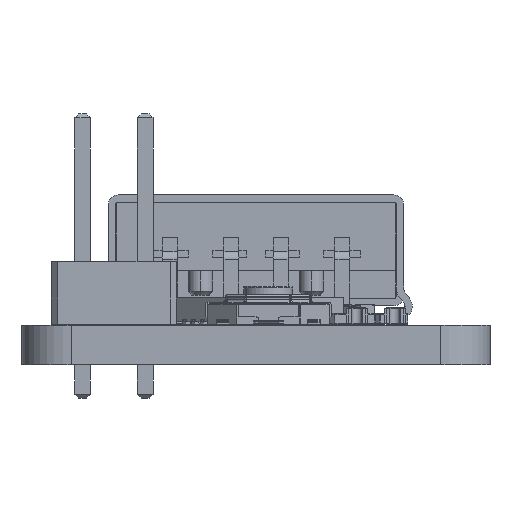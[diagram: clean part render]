
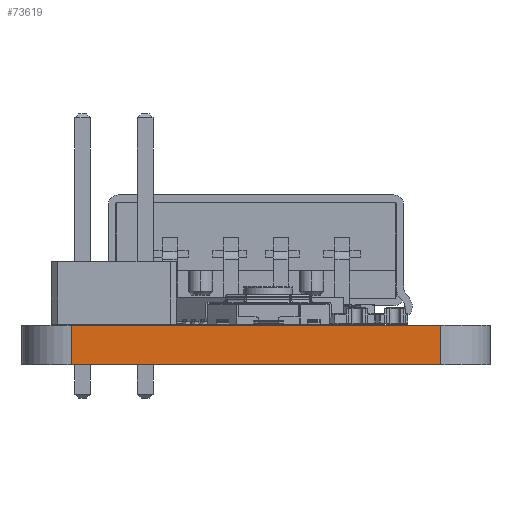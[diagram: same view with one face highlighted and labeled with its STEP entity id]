
A CAD part, front view. The second image highlights one B-rep face of the part: STEP entity #73619.
In plain terms, the highlighted planar face has unit normal (0, -1, 0).
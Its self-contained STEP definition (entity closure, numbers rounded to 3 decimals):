
#71811 = PLANE('',#71812);
#71812 = AXIS2_PLACEMENT_3D('',#71813,#71814,#71815);
#71813 = CARTESIAN_POINT('',(0.,0.289,1.6));
#71814 = DIRECTION('',(-0.,-0.,-1.));
#71815 = DIRECTION('',(-1.,0.,0.));
#71865 = PLANE('',#71866);
#71866 = AXIS2_PLACEMENT_3D('',#71867,#71868,#71869);
#71867 = CARTESIAN_POINT('',(0.,0.289,0.));
#71868 = DIRECTION('',(-0.,-0.,-1.));
#71869 = DIRECTION('',(-1.,0.,0.));
#71898 = CYLINDRICAL_SURFACE('',#71899,2.);
#71899 = AXIS2_PLACEMENT_3D('',#71900,#71901,#71902);
#71900 = CARTESIAN_POINT('',(-7.5,-13.5,0.));
#71901 = DIRECTION('',(-0.,-0.,-1.));
#71902 = DIRECTION('',(1.,0.,-0.));
#71996 = CYLINDRICAL_SURFACE('',#71997,2.);
#71997 = AXIS2_PLACEMENT_3D('',#71998,#71999,#72000);
#71998 = CARTESIAN_POINT('',(7.5,-13.5,0.));
#71999 = DIRECTION('',(-0.,-0.,-1.));
#72000 = DIRECTION('',(1.,0.,-0.));
#72035 = VERTEX_POINT('',#72036);
#72036 = CARTESIAN_POINT('',(7.5,-15.5,0.));
#72062 = EDGE_CURVE('',#72035,#72063,#72065,.T.);
#72063 = VERTEX_POINT('',#72064);
#72064 = CARTESIAN_POINT('',(-7.5,-15.5,0.));
#72065 = SURFACE_CURVE('',#72066,(#72070,#72077),.PCURVE_S1.);
#72066 = LINE('',#72067,#72068);
#72067 = CARTESIAN_POINT('',(7.5,-15.5,0.));
#72068 = VECTOR('',#72069,1.);
#72069 = DIRECTION('',(-1.,0.,0.));
#72070 = PCURVE('',#71865,#72071);
#72071 = DEFINITIONAL_REPRESENTATION('',(#72072),#72076);
#72072 = LINE('',#72073,#72074);
#72073 = CARTESIAN_POINT('',(-7.5,-15.789));
#72074 = VECTOR('',#72075,1.);
#72075 = DIRECTION('',(1.,0.));
#72076 = ( GEOMETRIC_REPRESENTATION_CONTEXT(2) 
PARAMETRIC_REPRESENTATION_CONTEXT() REPRESENTATION_CONTEXT('2D SPACE',''
  ) );
#72077 = PCURVE('',#72078,#72083);
#72078 = PLANE('',#72079);
#72079 = AXIS2_PLACEMENT_3D('',#72080,#72081,#72082);
#72080 = CARTESIAN_POINT('',(7.5,-15.5,0.));
#72081 = DIRECTION('',(0.,-1.,0.));
#72082 = DIRECTION('',(-1.,0.,0.));
#72083 = DEFINITIONAL_REPRESENTATION('',(#72084),#72088);
#72084 = LINE('',#72085,#72086);
#72085 = CARTESIAN_POINT('',(0.,-0.));
#72086 = VECTOR('',#72087,1.);
#72087 = DIRECTION('',(1.,0.));
#72088 = ( GEOMETRIC_REPRESENTATION_CONTEXT(2) 
PARAMETRIC_REPRESENTATION_CONTEXT() REPRESENTATION_CONTEXT('2D SPACE',''
  ) );
#72861 = VERTEX_POINT('',#72862);
#72862 = CARTESIAN_POINT('',(7.5,-15.5,1.6));
#72888 = EDGE_CURVE('',#72861,#72889,#72891,.T.);
#72889 = VERTEX_POINT('',#72890);
#72890 = CARTESIAN_POINT('',(-7.5,-15.5,1.6));
#72891 = SURFACE_CURVE('',#72892,(#72896,#72903),.PCURVE_S1.);
#72892 = LINE('',#72893,#72894);
#72893 = CARTESIAN_POINT('',(7.5,-15.5,1.6));
#72894 = VECTOR('',#72895,1.);
#72895 = DIRECTION('',(-1.,0.,0.));
#72896 = PCURVE('',#71811,#72897);
#72897 = DEFINITIONAL_REPRESENTATION('',(#72898),#72902);
#72898 = LINE('',#72899,#72900);
#72899 = CARTESIAN_POINT('',(-7.5,-15.789));
#72900 = VECTOR('',#72901,1.);
#72901 = DIRECTION('',(1.,0.));
#72902 = ( GEOMETRIC_REPRESENTATION_CONTEXT(2) 
PARAMETRIC_REPRESENTATION_CONTEXT() REPRESENTATION_CONTEXT('2D SPACE',''
  ) );
#72903 = PCURVE('',#72078,#72904);
#72904 = DEFINITIONAL_REPRESENTATION('',(#72905),#72909);
#72905 = LINE('',#72906,#72907);
#72906 = CARTESIAN_POINT('',(0.,-1.6));
#72907 = VECTOR('',#72908,1.);
#72908 = DIRECTION('',(1.,0.));
#72909 = ( GEOMETRIC_REPRESENTATION_CONTEXT(2) 
PARAMETRIC_REPRESENTATION_CONTEXT() REPRESENTATION_CONTEXT('2D SPACE',''
  ) );
#73571 = EDGE_CURVE('',#72063,#72889,#73572,.T.);
#73572 = SURFACE_CURVE('',#73573,(#73577,#73584),.PCURVE_S1.);
#73573 = LINE('',#73574,#73575);
#73574 = CARTESIAN_POINT('',(-7.5,-15.5,0.));
#73575 = VECTOR('',#73576,1.);
#73576 = DIRECTION('',(0.,0.,1.));
#73577 = PCURVE('',#71898,#73578);
#73578 = DEFINITIONAL_REPRESENTATION('',(#73579),#73583);
#73579 = LINE('',#73580,#73581);
#73580 = CARTESIAN_POINT('',(-4.712,0.));
#73581 = VECTOR('',#73582,1.);
#73582 = DIRECTION('',(-0.,-1.));
#73583 = ( GEOMETRIC_REPRESENTATION_CONTEXT(2) 
PARAMETRIC_REPRESENTATION_CONTEXT() REPRESENTATION_CONTEXT('2D SPACE',''
  ) );
#73584 = PCURVE('',#72078,#73585);
#73585 = DEFINITIONAL_REPRESENTATION('',(#73586),#73590);
#73586 = LINE('',#73587,#73588);
#73587 = CARTESIAN_POINT('',(15.,0.));
#73588 = VECTOR('',#73589,1.);
#73589 = DIRECTION('',(0.,-1.));
#73590 = ( GEOMETRIC_REPRESENTATION_CONTEXT(2) 
PARAMETRIC_REPRESENTATION_CONTEXT() REPRESENTATION_CONTEXT('2D SPACE',''
  ) );
#73596 = EDGE_CURVE('',#72035,#72861,#73597,.T.);
#73597 = SURFACE_CURVE('',#73598,(#73602,#73609),.PCURVE_S1.);
#73598 = LINE('',#73599,#73600);
#73599 = CARTESIAN_POINT('',(7.5,-15.5,0.));
#73600 = VECTOR('',#73601,1.);
#73601 = DIRECTION('',(0.,0.,1.));
#73602 = PCURVE('',#71996,#73603);
#73603 = DEFINITIONAL_REPRESENTATION('',(#73604),#73608);
#73604 = LINE('',#73605,#73606);
#73605 = CARTESIAN_POINT('',(-4.712,0.));
#73606 = VECTOR('',#73607,1.);
#73607 = DIRECTION('',(-0.,-1.));
#73608 = ( GEOMETRIC_REPRESENTATION_CONTEXT(2) 
PARAMETRIC_REPRESENTATION_CONTEXT() REPRESENTATION_CONTEXT('2D SPACE',''
  ) );
#73609 = PCURVE('',#72078,#73610);
#73610 = DEFINITIONAL_REPRESENTATION('',(#73611),#73615);
#73611 = LINE('',#73612,#73613);
#73612 = CARTESIAN_POINT('',(0.,-0.));
#73613 = VECTOR('',#73614,1.);
#73614 = DIRECTION('',(0.,-1.));
#73615 = ( GEOMETRIC_REPRESENTATION_CONTEXT(2) 
PARAMETRIC_REPRESENTATION_CONTEXT() REPRESENTATION_CONTEXT('2D SPACE',''
  ) );
#73619 = ADVANCED_FACE('',(#73620),#72078,.T.);
#73620 = FACE_BOUND('',#73621,.T.);
#73621 = EDGE_LOOP('',(#73622,#73623,#73624,#73625));
#73622 = ORIENTED_EDGE('',*,*,#73596,.T.);
#73623 = ORIENTED_EDGE('',*,*,#72888,.T.);
#73624 = ORIENTED_EDGE('',*,*,#73571,.F.);
#73625 = ORIENTED_EDGE('',*,*,#72062,.F.);
